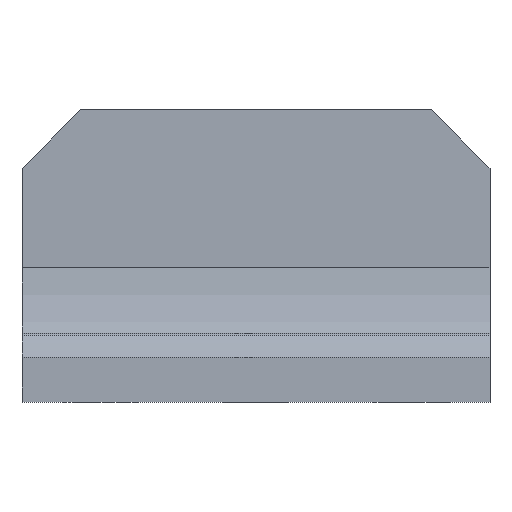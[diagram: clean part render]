
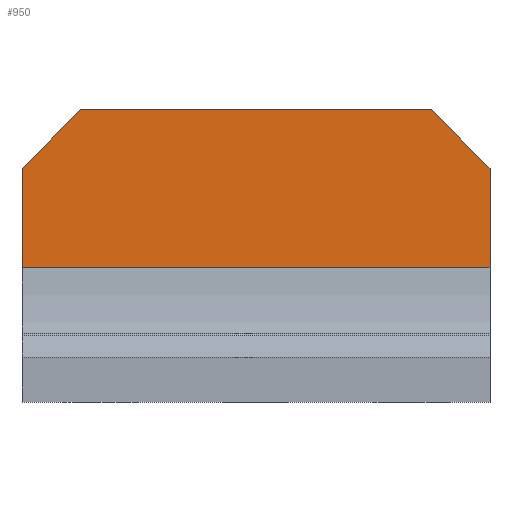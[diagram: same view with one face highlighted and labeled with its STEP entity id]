
A CAD part, left-side view. The second image highlights one B-rep face of the part: STEP entity #950.
In plain terms, the highlighted planar face has unit normal (-1, 0, 0).
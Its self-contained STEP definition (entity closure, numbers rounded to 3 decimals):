
#36=PLANE('',#1040);
#60=LINE('',#1458,#140);
#63=LINE('',#1465,#143);
#76=LINE('',#1512,#156);
#79=LINE('',#1520,#159);
#82=LINE('',#1526,#162);
#83=LINE('',#1528,#163);
#84=LINE('',#1530,#164);
#85=LINE('',#1532,#165);
#86=LINE('',#1533,#166);
#87=LINE('',#1534,#167);
#140=VECTOR('',#1147,10.);
#143=VECTOR('',#1154,10.);
#156=VECTOR('',#1205,10.);
#159=VECTOR('',#1214,10.);
#162=VECTOR('',#1221,10.);
#163=VECTOR('',#1222,10.);
#164=VECTOR('',#1223,10.);
#165=VECTOR('',#1224,10.);
#166=VECTOR('',#1225,10.);
#167=VECTOR('',#1226,10.);
#258=FACE_OUTER_BOUND('',#314,.T.);
#314=EDGE_LOOP('',(#713,#714,#715,#716,#717,#718,#719,#720,#721,#722));
#426=VERTEX_POINT('',#1451);
#428=VERTEX_POINT('',#1456);
#429=VERTEX_POINT('',#1461);
#441=VERTEX_POINT('',#1501);
#444=VERTEX_POINT('',#1508);
#447=VERTEX_POINT('',#1518);
#448=VERTEX_POINT('',#1525);
#449=VERTEX_POINT('',#1527);
#450=VERTEX_POINT('',#1529);
#451=VERTEX_POINT('',#1531);
#519=EDGE_CURVE('',#428,#426,#60,.T.);
#523=EDGE_CURVE('',#426,#429,#63,.T.);
#546=EDGE_CURVE('',#441,#444,#76,.T.);
#550=EDGE_CURVE('',#447,#441,#79,.T.);
#553=EDGE_CURVE('',#448,#428,#82,.T.);
#554=EDGE_CURVE('',#449,#448,#83,.T.);
#555=EDGE_CURVE('',#450,#449,#84,.T.);
#556=EDGE_CURVE('',#451,#450,#85,.T.);
#557=EDGE_CURVE('',#444,#451,#86,.T.);
#558=EDGE_CURVE('',#429,#447,#87,.T.);
#713=ORIENTED_EDGE('',*,*,#519,.F.);
#714=ORIENTED_EDGE('',*,*,#553,.F.);
#715=ORIENTED_EDGE('',*,*,#554,.F.);
#716=ORIENTED_EDGE('',*,*,#555,.F.);
#717=ORIENTED_EDGE('',*,*,#556,.F.);
#718=ORIENTED_EDGE('',*,*,#557,.F.);
#719=ORIENTED_EDGE('',*,*,#546,.F.);
#720=ORIENTED_EDGE('',*,*,#550,.F.);
#721=ORIENTED_EDGE('',*,*,#558,.F.);
#722=ORIENTED_EDGE('',*,*,#523,.F.);
#950=ADVANCED_FACE('',(#258),#36,.F.);
#1040=AXIS2_PLACEMENT_3D('',#1524,#1219,#1220);
#1147=DIRECTION('',(0.,1.,0.));
#1154=DIRECTION('',(0.,0.,1.));
#1205=DIRECTION('',(0.,1.,0.));
#1214=DIRECTION('',(0.,0.,-1.));
#1219=DIRECTION('center_axis',(1.,0.,0.));
#1220=DIRECTION('ref_axis',(0.,0.,-1.));
#1221=DIRECTION('',(0.,0.,-1.));
#1222=DIRECTION('',(0.,-0.707,-0.707));
#1223=DIRECTION('',(0.,-1.,0.));
#1224=DIRECTION('',(0.,-0.707,0.707));
#1225=DIRECTION('',(0.,0.,1.));
#1226=DIRECTION('',(0.,1.,0.));
#1451=CARTESIAN_POINT('',(-7.,-11.,4.5));
#1456=CARTESIAN_POINT('',(-7.,-12.,4.5));
#1458=CARTESIAN_POINT('',(-7.,-12.,4.5));
#1461=CARTESIAN_POINT('',(-7.,-11.,11.5));
#1465=CARTESIAN_POINT('',(-7.,-11.,10.5));
#1501=CARTESIAN_POINT('',(-7.,27.,4.5));
#1508=CARTESIAN_POINT('',(-7.,28.,4.5));
#1512=CARTESIAN_POINT('',(-7.,8.,4.5));
#1518=CARTESIAN_POINT('',(-7.,27.,11.5));
#1520=CARTESIAN_POINT('',(-7.,27.,10.5));
#1524=CARTESIAN_POINT('Origin',(-7.,-12.,13.5));
#1525=CARTESIAN_POINT('',(-7.,-12.,20.));
#1526=CARTESIAN_POINT('',(-7.,-12.,1.75));
#1527=CARTESIAN_POINT('',(-7.,-7.,25.));
#1528=CARTESIAN_POINT('',(-7.,-12.375,19.625));
#1529=CARTESIAN_POINT('',(-7.,23.,25.));
#1530=CARTESIAN_POINT('',(-7.,-2.,25.));
#1531=CARTESIAN_POINT('',(-7.,28.,20.));
#1532=CARTESIAN_POINT('',(-7.,18.375,29.625));
#1533=CARTESIAN_POINT('',(-7.,28.,1.75));
#1534=CARTESIAN_POINT('',(-7.,-12.,11.5));
